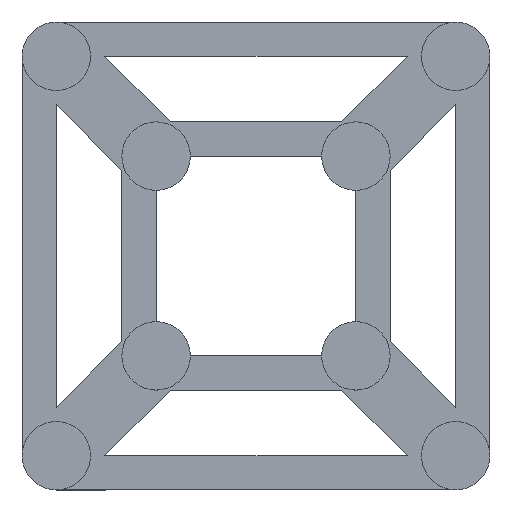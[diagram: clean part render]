
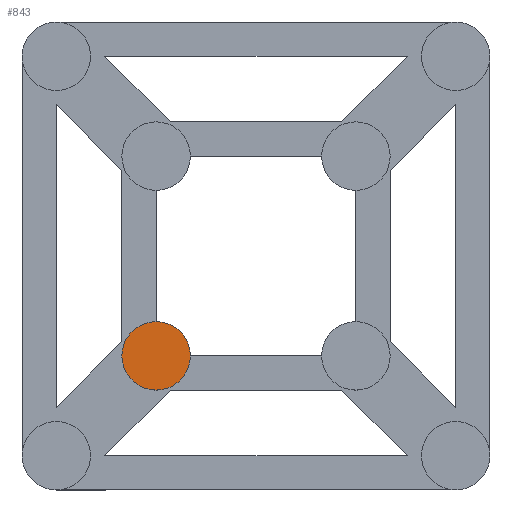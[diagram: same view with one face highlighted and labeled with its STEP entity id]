
A CAD part, top view. The second image highlights one B-rep face of the part: STEP entity #843.
In plain terms, the highlighted planar face has unit normal (0, 0, 1).
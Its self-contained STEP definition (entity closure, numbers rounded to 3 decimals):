
#255=FACE_OUTER_BOUND('',#297,.T.);
#297=EDGE_LOOP('',(#577));
#349=CIRCLE('',#907,12.);
#385=VERTEX_POINT('',#1233);
#461=EDGE_CURVE('',#385,#385,#349,.T.);
#577=ORIENTED_EDGE('',*,*,#461,.T.);
#809=PLANE('',#906);
#843=ADVANCED_FACE('',(#255),#809,.T.);
#906=AXIS2_PLACEMENT_3D('',#1232,#988,#989);
#907=AXIS2_PLACEMENT_3D('',#1234,#990,#991);
#988=DIRECTION('center_axis',(0.,0.,1.));
#989=DIRECTION('ref_axis',(1.,0.,0.));
#990=DIRECTION('center_axis',(0.,0.,1.));
#991=DIRECTION('ref_axis',(1.,0.,0.));
#1232=CARTESIAN_POINT('Origin',(-166.732,141.49,4.));
#1233=CARTESIAN_POINT('',(-178.732,141.49,4.));
#1234=CARTESIAN_POINT('Origin',(-166.732,141.49,4.));
